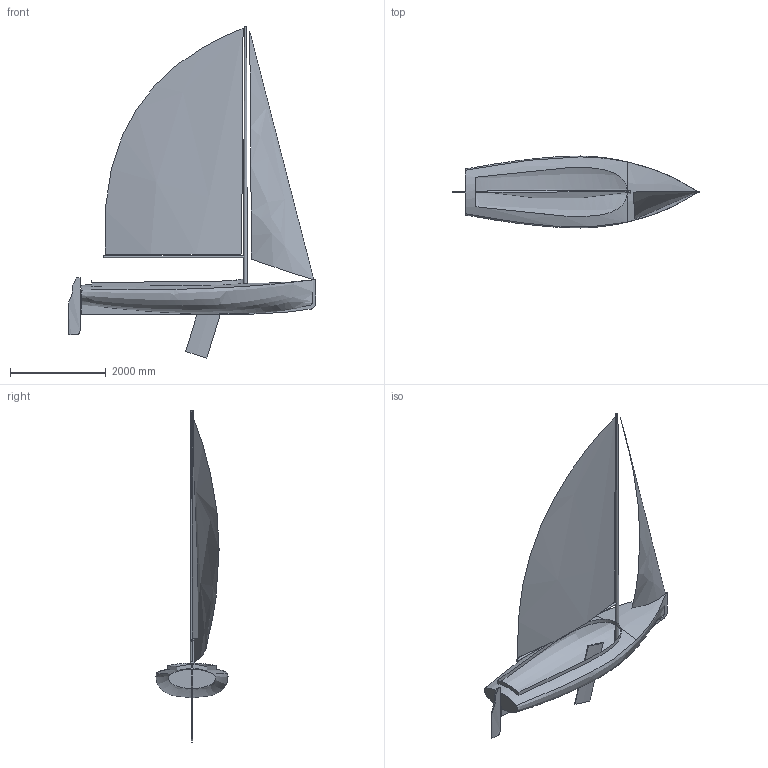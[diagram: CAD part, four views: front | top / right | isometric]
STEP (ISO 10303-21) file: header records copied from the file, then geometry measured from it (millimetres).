
FILE_DESCRIPTION(('FreeCAD Model'),'2;1');
FILE_NAME('Open CASCADE Shape Model','2025-05-05T03:55:13',('FreeCAD'),( 'FreeCAD'),'Open CASCADE STEP processor 7.6','FreeCAD','Unknown');
FILE_SCHEMA(('AUTOMOTIVE_DESIGN { 1 0 10303 214 1 1 1 1 }'));
Length unit declared in the file: millimetre
Products named in the file (1): Open CASCADE STEP translator 7.6 1
Bounding box: 5168.75 x 1501.55 x 6923.75 mm (x, y, z)
Volume: 57683017.2 mm3; surface area: 31768307.9 mm2
Topology: 4 solids, 8 shells, 44 faces, 98 edges, 67 vertices
Faces by surface type: bspline 44
Entity records: 6080 total; most frequent: CARTESIAN_POINT 5458, ORIENTED_EDGE 187, EDGE_CURVE 98, B_SPLINE_CURVE_WITH_KNOTS 70, VERTEX_POINT 67, FACE_BOUND 45, EDGE_LOOP 45, ADVANCED_FACE 44
